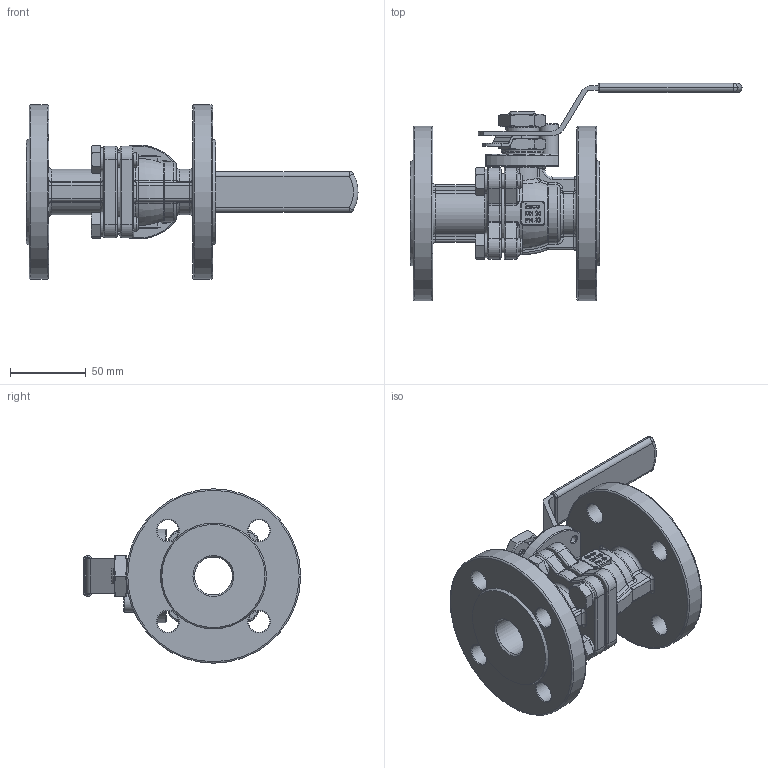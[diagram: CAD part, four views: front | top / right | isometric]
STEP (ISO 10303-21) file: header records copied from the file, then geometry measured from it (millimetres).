
FILE_DESCRIPTION (( 'STEP AP214' ), '1' );
FILE_NAME ('FK-100-ECO-4 Flanschkugelhahn 2212.STEP', '2022-12-20T10:55:57', ( '' ), ( '' ), 'SwSTEP 2.0', 'SolidWorks 2019', '' );
FILE_SCHEMA (( 'AUTOMOTIVE_DESIGN' ));
Length unit declared in the file: millimetre
Products named in the file (1): FK-100-ECO-4 Flanschkugelhahn 2212
Bounding box: 218.9 x 143.25 x 115 mm (x, y, z)
Volume: 420237.9 mm3; surface area: 108639.7 mm2
Topology: 1 solids, 1 shells, 1017 faces, 2494 edges, 1520 vertices
Faces by surface type: plane 365, bspline 228, cylinder 203, torus 123, cone 72, sphere 26
Full cylindrical faces by diameter (mm): 5 x4, 6 x1, 9.53 x4, 10 x8, 12.2 x1, 14 x8, 16 x4, 22 x1, 25 x1, 27 x2, 40 x1, 115 x2
Entity records: 44602 total; most frequent: CARTESIAN_POINT 18916, ORIENTED_EDGE 4712, DIRECTION 4060, EDGE_CURVE 2356, VERTEX_POINT 1489, AXIS2_PLACEMENT_3D 1486, EDGE_LOOP 1199, VECTOR 1088
